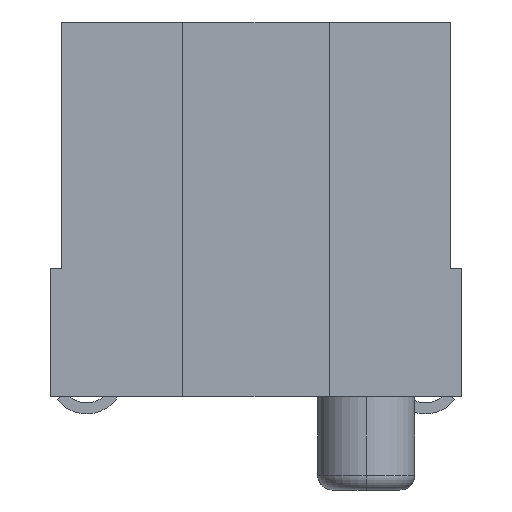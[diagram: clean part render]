
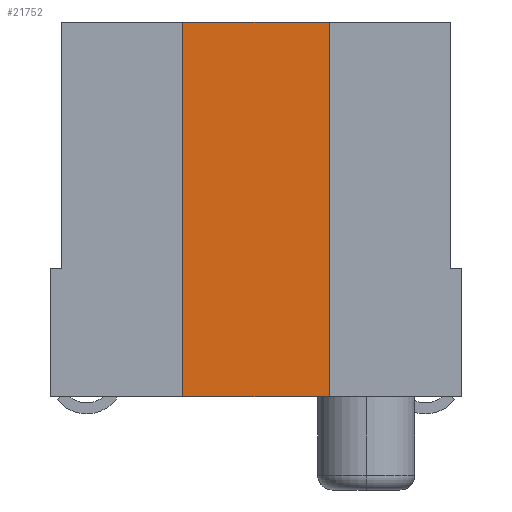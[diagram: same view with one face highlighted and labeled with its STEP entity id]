
A CAD part, left-side view. The second image highlights one B-rep face of the part: STEP entity #21752.
In plain terms, the highlighted planar face has unit normal (-1, 0, 0).
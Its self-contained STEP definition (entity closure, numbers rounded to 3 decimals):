
#7536=CARTESIAN_POINT('',(-18.9,-1.,0.235));
#7537=VERTEX_POINT('',#7536);
#7544=CARTESIAN_POINT('',(-18.9,1.,0.235));
#7545=VERTEX_POINT('',#7544);
#7546=CARTESIAN_POINT('',(-18.9,1.,0.235));
#7547=DIRECTION('',(0.0,-1.0,0.0));
#7548=VECTOR('',#7547,2.);
#7549=LINE('',#7546,#7548);
#7550=EDGE_CURVE('',#7545,#7537,#7549,.T.);
#10451=CARTESIAN_POINT('',(-18.9,1.,5.335));
#10452=VERTEX_POINT('',#10451);
#10459=CARTESIAN_POINT('',(-18.9,-1.,5.335));
#10460=VERTEX_POINT('',#10459);
#10461=CARTESIAN_POINT('',(-18.9,1.,5.335));
#10462=DIRECTION('',(0.0,-1.0,0.0));
#10463=VECTOR('',#10462,2.);
#10464=LINE('',#10461,#10463);
#10465=EDGE_CURVE('',#10452,#10460,#10464,.T.);
#21727=CARTESIAN_POINT('',(-18.9,1.,0.235));
#21728=DIRECTION('',(0.0,0.0,1.0));
#21729=VECTOR('',#21728,5.1);
#21730=LINE('',#21727,#21729);
#21731=EDGE_CURVE('',#7545,#10452,#21730,.T.);
#21736=CARTESIAN_POINT('',(-18.9,1.1,5.59));
#21737=DIRECTION('',(-1.0,0.0,0.0));
#21738=DIRECTION('',(0.0,0.0,-1.0));
#21739=AXIS2_PLACEMENT_3D('',#21736,#21737,#21738);
#21740=PLANE('',#21739);
#21741=ORIENTED_EDGE('',*,*,#10465,.F.);
#21742=ORIENTED_EDGE('',*,*,#21731,.F.);
#21743=ORIENTED_EDGE('',*,*,#7550,.T.);
#21744=CARTESIAN_POINT('',(-18.9,-1.,0.235));
#21745=DIRECTION('',(0.0,0.0,1.0));
#21746=VECTOR('',#21745,5.1);
#21747=LINE('',#21744,#21746);
#21748=EDGE_CURVE('',#7537,#10460,#21747,.T.);
#21749=ORIENTED_EDGE('',*,*,#21748,.T.);
#21750=EDGE_LOOP('',(#21741,#21742,#21743,#21749));
#21751=FACE_OUTER_BOUND('',#21750,.T.);
#21752=ADVANCED_FACE('',(#21751),#21740,.T.);
